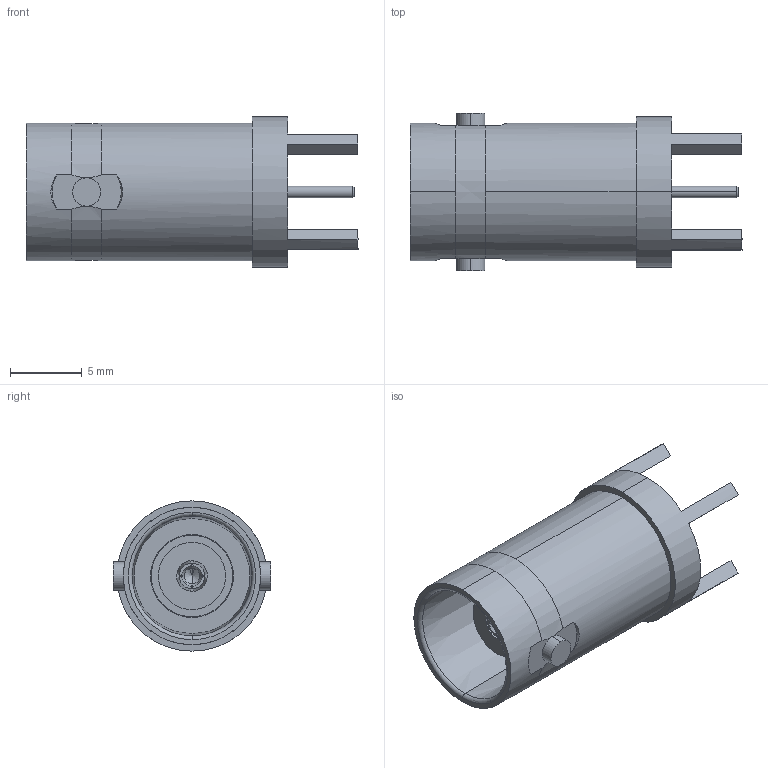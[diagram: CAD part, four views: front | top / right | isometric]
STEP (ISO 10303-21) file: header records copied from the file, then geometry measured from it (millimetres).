
FILE_DESCRIPTION (( 'STEP AP214' ), '1' );
FILE_NAME ('FMCN5170_3D.step', '2024-07-31T17:05:16', ( '' ), ( '' ), 'SwSTEP 2.0', 'SolidWorks 2022', '' );
FILE_SCHEMA (( 'AUTOMOTIVE_DESIGN' ));
Length unit declared in the file: inch
Products named in the file (4): Copy of 1.igs^FMCN5170; FMCN5170_3D; Copy of 3.igs^FMCN5170; Copy of 2.igs^FMCN5170
Assembly tree (3 placements, depth 2):
  FMCN5170_3D
    Copy of 1.igs^FMCN5170
    Copy of 2.igs^FMCN5170
    Copy of 3.igs^FMCN5170
Bounding box: 23.2 x 11 x 10.5 mm (x, y, z)
Volume: 997.8 mm3; surface area: 1777.1 mm2
Topology: 3 solids, 3 shells, 117 faces, 276 edges, 173 vertices
Faces by surface type: plane 49, cylinder 36, cone 28, torus 2, bspline 2
Entity records: 5226 total; most frequent: CARTESIAN_POINT 808, DIRECTION 608, ORIENTED_EDGE 548, EDGE_CURVE 274, AXIS2_PLACEMENT_3D 248, VERTEX_POINT 173, EDGE_LOOP 131, UNCERTAINTY_MEASURE_WITH_UNIT 127
